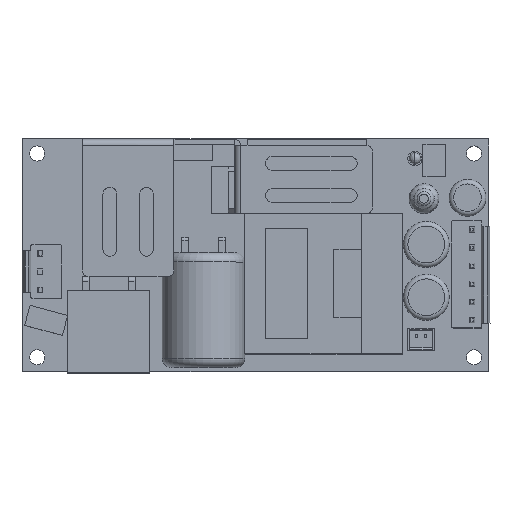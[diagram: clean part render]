
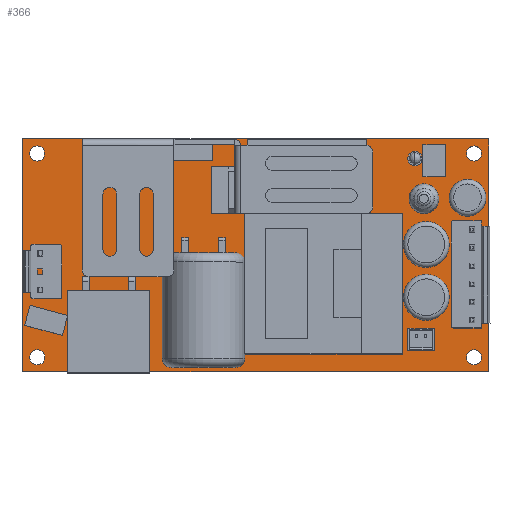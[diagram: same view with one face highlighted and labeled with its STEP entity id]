
A CAD part, top view. The second image highlights one B-rep face of the part: STEP entity #366.
In plain terms, the highlighted planar face has unit normal (0, 0, 1).
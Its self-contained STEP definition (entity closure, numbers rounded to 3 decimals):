
#112=CARTESIAN_POINT('',(-25.33,36.29,1.6));
#113=VERTEX_POINT('',#112);
#114=CARTESIAN_POINT('',(-26.98,36.29,1.6));
#115=DIRECTION('',(0.0,0.0,-1.0));
#116=DIRECTION('',(-1.0,0.0,0.0));
#117=AXIS2_PLACEMENT_3D('',#114,#115,#116);
#118=CIRCLE('',#117,1.65);
#119=EDGE_CURVE('',#113,#113,#118,.T.);
#140=CARTESIAN_POINT('',(-25.33,-8.157,1.6));
#141=VERTEX_POINT('',#140);
#142=CARTESIAN_POINT('',(-26.98,-8.157,1.6));
#143=DIRECTION('',(0.0,0.0,-1.0));
#144=DIRECTION('',(-1.0,0.0,0.0));
#145=AXIS2_PLACEMENT_3D('',#142,#143,#144);
#146=CIRCLE('',#145,1.65);
#147=EDGE_CURVE('',#141,#141,#146,.T.);
#168=CARTESIAN_POINT('',(69.92,36.288,1.6));
#169=VERTEX_POINT('',#168);
#170=CARTESIAN_POINT('',(68.27,36.288,1.6));
#171=DIRECTION('',(0.0,0.0,-1.0));
#172=DIRECTION('',(-1.0,0.0,0.0));
#173=AXIS2_PLACEMENT_3D('',#170,#171,#172);
#174=CIRCLE('',#173,1.65);
#175=EDGE_CURVE('',#169,#169,#174,.T.);
#196=CARTESIAN_POINT('',(69.92,-8.159,1.6));
#197=VERTEX_POINT('',#196);
#198=CARTESIAN_POINT('',(68.27,-8.159,1.6));
#199=DIRECTION('',(0.0,0.0,-1.0));
#200=DIRECTION('',(-1.0,0.0,0.0));
#201=AXIS2_PLACEMENT_3D('',#198,#199,#200);
#202=CIRCLE('',#201,1.65);
#203=EDGE_CURVE('',#197,#197,#202,.T.);
#224=CARTESIAN_POINT('',(-30.155,39.465,1.6));
#225=VERTEX_POINT('',#224);
#226=CARTESIAN_POINT('',(71.445,39.465,1.6));
#227=VERTEX_POINT('',#226);
#228=CARTESIAN_POINT('',(-30.155,39.465,1.6));
#229=DIRECTION('',(1.,0.,0.0));
#230=VECTOR('',#229,101.6);
#231=LINE('',#228,#230);
#232=EDGE_CURVE('',#225,#227,#231,.T.);
#264=CARTESIAN_POINT('',(71.445,-11.335,1.6));
#265=VERTEX_POINT('',#264);
#266=CARTESIAN_POINT('',(71.445,39.465,1.6));
#267=DIRECTION('',(0.0,-1.0,0.0));
#268=VECTOR('',#267,50.8);
#269=LINE('',#266,#268);
#270=EDGE_CURVE('',#227,#265,#269,.T.);
#295=CARTESIAN_POINT('',(-30.155,-11.335,1.6));
#296=VERTEX_POINT('',#295);
#297=CARTESIAN_POINT('',(71.445,-11.335,1.6));
#298=DIRECTION('',(-1.0,0.0,0.0));
#299=VECTOR('',#298,101.6);
#300=LINE('',#297,#299);
#301=EDGE_CURVE('',#265,#296,#300,.T.);
#326=CARTESIAN_POINT('',(-30.155,-11.335,1.6));
#327=DIRECTION('',(0.0,1.0,0.0));
#328=VECTOR('',#327,50.8);
#329=LINE('',#326,#328);
#330=EDGE_CURVE('',#296,#225,#329,.T.);
#343=CARTESIAN_POINT('',(20.645,14.065,1.6));
#344=DIRECTION('',(0.0,0.0,1.0));
#345=DIRECTION('',(1.0,0.0,0.0));
#346=AXIS2_PLACEMENT_3D('',#343,#344,#345);
#347=PLANE('',#346);
#348=ORIENTED_EDGE('',*,*,#232,.F.);
#349=ORIENTED_EDGE('',*,*,#330,.F.);
#350=ORIENTED_EDGE('',*,*,#301,.F.);
#351=ORIENTED_EDGE('',*,*,#270,.F.);
#352=EDGE_LOOP('',(#348,#349,#350,#351));
#353=FACE_OUTER_BOUND('',#352,.T.);
#354=ORIENTED_EDGE('',*,*,#119,.T.);
#355=EDGE_LOOP('',(#354));
#356=FACE_BOUND('',#355,.T.);
#357=ORIENTED_EDGE('',*,*,#147,.T.);
#358=EDGE_LOOP('',(#357));
#359=FACE_BOUND('',#358,.T.);
#360=ORIENTED_EDGE('',*,*,#175,.T.);
#361=EDGE_LOOP('',(#360));
#362=FACE_BOUND('',#361,.T.);
#363=ORIENTED_EDGE('',*,*,#203,.T.);
#364=EDGE_LOOP('',(#363));
#365=FACE_BOUND('',#364,.T.);
#366=ADVANCED_FACE('',(#353,#356,#359,#362,#365),#347,.T.);
